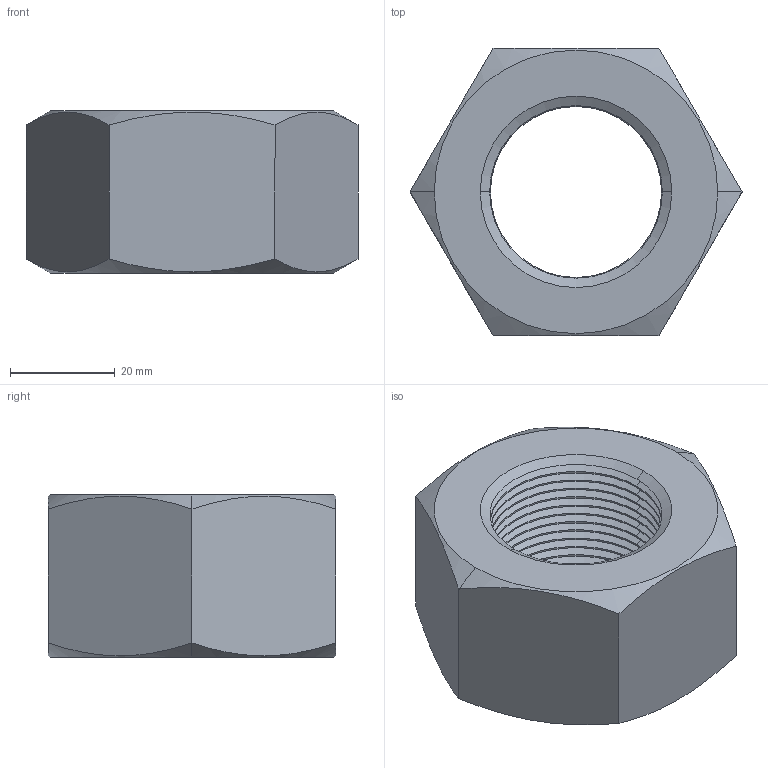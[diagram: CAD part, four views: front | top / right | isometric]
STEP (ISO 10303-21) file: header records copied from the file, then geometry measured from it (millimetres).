
FILE_DESCRIPTION (( 'STEP AP214' ), '1' );
FILE_NAME ('M36-B.STEP', '2021-10-17T16:47:12', ( 'China' ), ( 'Home' ), 'SwSTEP 2.0', 'SolidWorks 2018', '' );
FILE_SCHEMA (( 'AUTOMOTIVE_DESIGN' ));
Length unit declared in the file: millimetre
Products named in the file (1): M36-B
Bounding box: 63.51 x 55 x 31 mm (x, y, z)
Volume: 52586.3 mm3; surface area: 14853.8 mm2
Topology: 1 solids, 1 shells, 104 faces, 212 edges, 110 vertices
Faces by surface type: cone 68, cylinder 28, plane 8
Entity records: 2820 total; most frequent: CARTESIAN_POINT 591, DIRECTION 508, ORIENTED_EDGE 424, EDGE_CURVE 212, AXIS2_PLACEMENT_3D 203, VERTEX_POINT 110, EDGE_LOOP 106, ADVANCED_FACE 104
